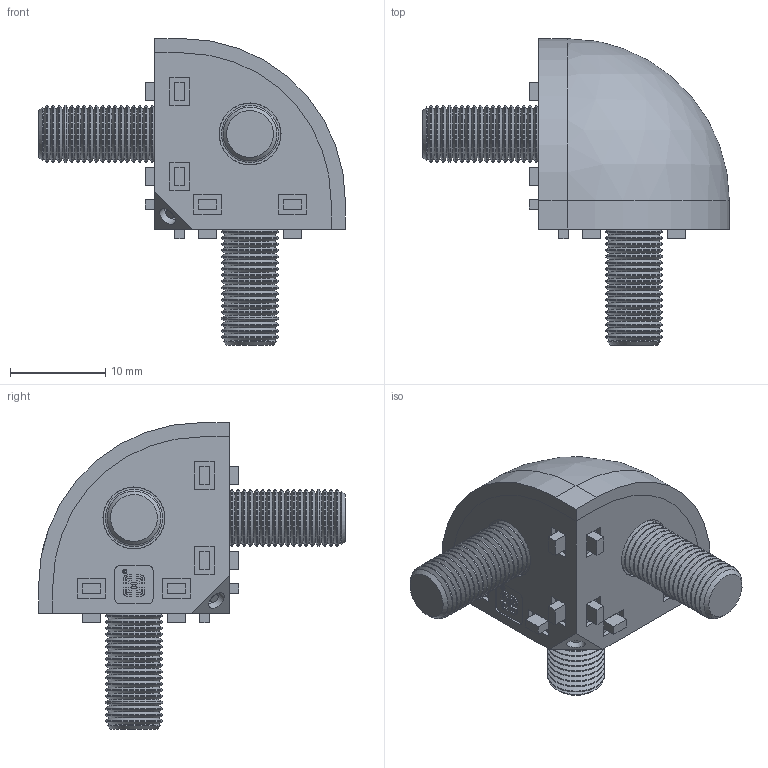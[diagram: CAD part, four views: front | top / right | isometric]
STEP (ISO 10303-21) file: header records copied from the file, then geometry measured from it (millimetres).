
FILE_DESCRIPTION(/* description */ ('STEP AP203'),/* implementation_level */ '2;1');
FILE_NAME(/* name */ 'PCR20-01DY.stp',/* time_stamp */ '2022-07-12T11:38:06+02:00',/* author */ ('user'),/* organization */ (''),/* preprocessor_version */ 'ST-DEVELOPER v18.1',/* originating_system */ 'Autodesk Inventor 2021',/* authorisation */ '');
FILE_SCHEMA (('AUTOMOTIVE_DESIGN { 1 0 10303 214 3 1 1 }'));
Length unit declared in the file: millimetre
Products named in the file (1): PCR20-01DY
Bounding box: 32.18 x 32.18 x 32.18 mm (x, y, z)
Volume: 4312.2 mm3; surface area: 5640.7 mm2
Topology: 5 solids, 5 shells, 546 faces, 1402 edges, 900 vertices
Faces by surface type: plane 296, cone 127, cylinder 116, bspline 5, sphere 2
Full cylindrical faces by diameter (mm): 0.286 x1, 0.347 x1, 0.434 x1, 2 x2, 6 x54, 6.5 x3, 11.34 x3
Entity records: 17037 total; most frequent: CARTESIAN_POINT 3416, DIRECTION 2896, ORIENTED_EDGE 2794, EDGE_CURVE 1397, AXIS2_PLACEMENT_3D 994, LINE 908, VECTOR 908, VERTEX_POINT 900
